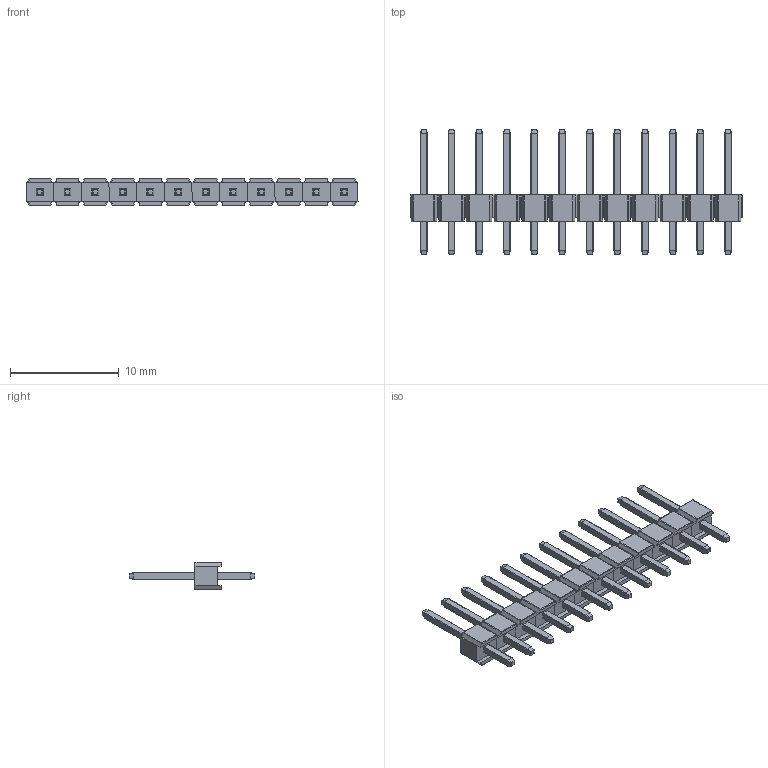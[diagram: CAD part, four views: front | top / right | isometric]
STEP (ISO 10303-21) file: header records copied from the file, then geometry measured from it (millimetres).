
FILE_DESCRIPTION(/* description */ ('STEP AP242','CAx-IF Rec.Pracs.---Representation and Presentation of Product Manufacturing Information (PMI)---4.0---2014-10-13','CAx-IF Rec.Pracs.---3D Tessellated Geometry---0.4---2014-09-14','2;1'),/* implementation_level */ '2;1');
FILE_NAME(/* name */ '61a55604c3c21328adf8a602',/* time_stamp */ '2021-11-29T22:36:55+00:00',/* author */ (''),/* organization */ (''),/* preprocessor_version */ 'ST-DEVELOPER v18.1',/* originating_system */ ' ',/* authorisation */ ' ');
FILE_SCHEMA (('AP242_MANAGED_MODEL_BASED_3D_ENGINEERING_MIM_LF { 1 0 10303 442 1 1 4 }'));
Length unit declared in the file: metre
Products named in the file (36): PH1-01-UA
Bounding box: 30.49 x 11.55 x 2.5 mm (x, y, z)
Volume: 204.9 mm3; surface area: 837.3 mm2
Topology: 36 solids, 36 shells, 1272 faces, 3120 edges, 1824 vertices
Faces by surface type: cylinder 576, plane 504, sphere 96, torus 96
Entity records: 37406 total; most frequent: DIRECTION 6816, CARTESIAN_POINT 6372, ORIENTED_EDGE 6048, EDGE_CURVE 3024, AXIS2_PLACEMENT_3D 2556, VERTEX_POINT 1824, LINE 1704, VECTOR 1704
